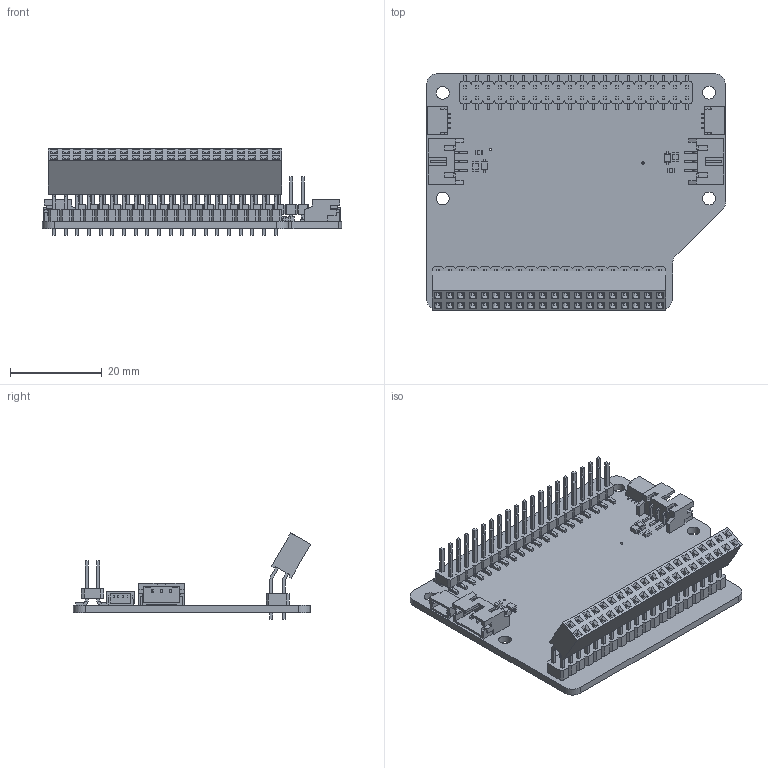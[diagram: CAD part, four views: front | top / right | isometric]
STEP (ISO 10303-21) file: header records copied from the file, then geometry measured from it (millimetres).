
FILE_DESCRIPTION(/* description */ (''),/* implementation_level */ '2;1');
FILE_NAME(/* name */ 'Adafruit CyberDeck Bonnet rev B v2.step',/* time_stamp */ '2021-03-29T09:56:56-04:00',/* author */ (''),/* organization */ (''),/* preprocessor_version */ 'ST-DEVELOPER v18.1',/* originating_system */ 'Autodesk Translation Framework v9.10.0.1330',/* authorisation */ '');
FILE_SCHEMA (('AUTOMOTIVE_DESIGN { 1 0 10303 214 3 1 1 }'));
Products named in the file (14): Adafruit CyberDeck Bonnet rev B; PCB Component; Board; RASPBERRYPI_BPLUS_2X20_THMSMT_TOP; 10uF; JST PH 3; 1K; 3.6V; STEMMA_I2C_QT; 2x20 Header 150 degree; header; Header Female; Pins; Strip
Assembly tree (18 placements, depth 4):
  Adafruit CyberDeck Bonnet rev B
    PCB Component
      Board
      RASPBERRYPI_BPLUS_2X20_THMSMT_TOP
      10uF  x2
      JST PH 3  x2
      1K  x2
      3.6V  x2
      STEMMA_I2C_QT  x2
    2x20 Header 150 degree
      header
        Header Female
        Pins
        Strip
Bounding box: 65.15 x 51.66 x 18.76 mm (x, y, z)
Volume: 8585.8 mm3; surface area: 13954.9 mm2
Topology: 62 solids, 62 shells, 2596 faces, 6502 edges, 4152 vertices
Faces by surface type: plane 2298, cylinder 298
Full cylindrical faces by diameter (mm): 0.5 x4, 0.9 x40, 1.016 x40, 2.794 x4
Entity records: 68616 total; most frequent: CARTESIAN_POINT 11657, ORIENTED_EDGE 11398, DIRECTION 10911, EDGE_CURVE 5699, LINE 5147, VECTOR 5147, VERTEX_POINT 3628, AXIS2_PLACEMENT_3D 2882
